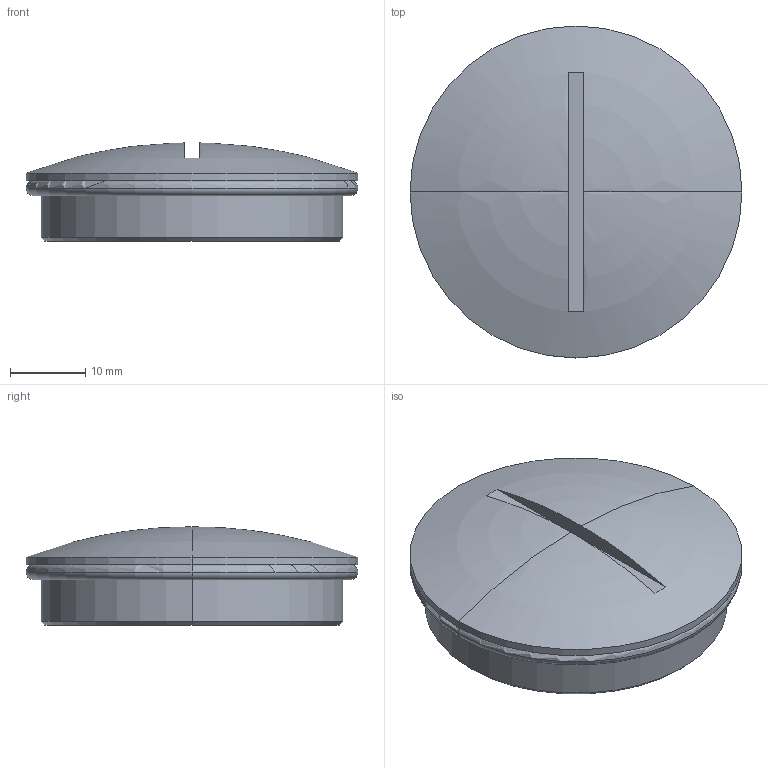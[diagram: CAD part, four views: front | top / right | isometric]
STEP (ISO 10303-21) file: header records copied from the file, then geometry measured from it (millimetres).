
FILE_DESCRIPTION(('CATIA V5R24 STEP','CAx-IF Rec.Pracs.--- Model Styling and Organization---1.2---2011-12-15'),'2;1');
FILE_NAME ('D1455979_0_1777770000_1777770000.stp','2018-04-03T10:39:34+00:00',('none'),('Weidmueller'),'CATIA Version 5-6 Release 2014 SP4 HF52','CATIA V5 STEP AP214','none');
FILE_SCHEMA(('AUTOMOTIVE_DESIGN { 1 0 10303 214 1 1 1 1 }'));
Length unit declared in the file: millimetre
Products named in the file (1): 1777770000_VP_M40-MS65
Bounding box: 44 x 44 x 13 mm (x, y, z)
Volume: 6866.1 mm3; surface area: 6018 mm2
Topology: 2 solids, 2 shells, 25 faces, 50 edges, 30 vertices
Faces by surface type: cylinder 8, torus 8, plane 7, cone 2
Entity records: 768 total; most frequent: CARTESIAN_POINT 249, ORIENTED_EDGE 100, DIRECTION 82, AXIS2_PLACEMENT_3D 51, EDGE_CURVE 50, CIRCLE 30, VERTEX_POINT 30, EDGE_LOOP 28
